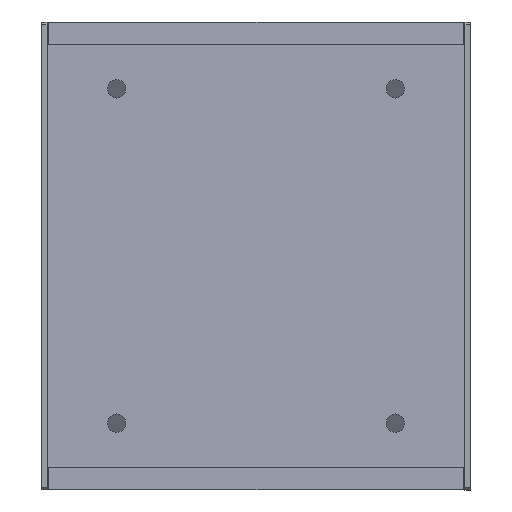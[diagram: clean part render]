
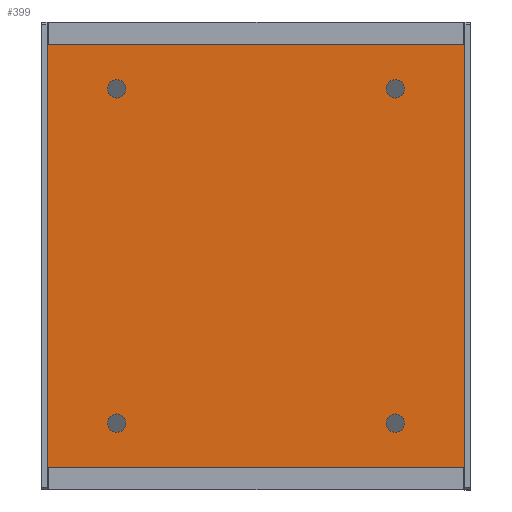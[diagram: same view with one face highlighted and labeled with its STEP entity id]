
A CAD part, left-side view. The second image highlights one B-rep face of the part: STEP entity #399.
In plain terms, the highlighted planar face has unit normal (-1, 0, 0).
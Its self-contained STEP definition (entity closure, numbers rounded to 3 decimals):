
#21 = EDGE_LOOP ( 'NONE', ( #3012 ) ) ;
#24 = EDGE_LOOP ( 'NONE', ( #3015 ) ) ;
#49 = EDGE_LOOP ( 'NONE', ( #2794 ) ) ;
#84 = EDGE_LOOP ( 'NONE', ( #2560, #3013, #2992, #3019 ) ) ;
#114 = EDGE_LOOP ( 'NONE', ( #2971 ) ) ;
#125 = EDGE_CURVE ( 'NONE', #660, #660, #3146, .T. ) ;
#303 = EDGE_CURVE ( 'NONE', #708, #708, #3094, .T. ) ;
#314 = EDGE_CURVE ( 'NONE', #544, #544, #3216, .T. ) ;
#318 = EDGE_CURVE ( 'NONE', #2258, #2744, #1217, .T. ) ;
#337 = EDGE_CURVE ( 'NONE', #2857, #2258, #1479, .T. ) ;
#399 = ADVANCED_FACE ( 'NONE', ( #1830, #1841, #1839, #1824, #1804 ), #1847, .T. ) ;
#402 = EDGE_CURVE ( 'NONE', #2265, #2857, #1877, .T. ) ;
#443 = EDGE_CURVE ( 'NONE', #551, #551, #3121, .T. ) ;
#497 = EDGE_CURVE ( 'NONE', #2744, #2265, #1028, .T. ) ;
#541 = CARTESIAN_POINT ( 'NONE',  ( -58., -12.5, -28.35 ) ) ;
#544 = VERTEX_POINT ( 'NONE', #1018 ) ;
#551 = VERTEX_POINT ( 'NONE', #541 ) ;
#660 = VERTEX_POINT ( 'NONE', #694 ) ;
#686 = CARTESIAN_POINT ( 'NONE',  ( -58., -75., 38. ) ) ;
#694 = CARTESIAN_POINT ( 'NONE',  ( -58., -12.5, 31.65 ) ) ;
#708 = VERTEX_POINT ( 'NONE', #813 ) ;
#721 = CARTESIAN_POINT ( 'NONE',  ( -58., 0., 38. ) ) ;
#787 = DIRECTION ( 'NONE',  ( 0., 1., 0. ) ) ;
#813 = CARTESIAN_POINT ( 'NONE',  ( -58., -62.5, 31.65 ) ) ;
#935 = CARTESIAN_POINT ( 'NONE',  ( -58., 0., -38. ) ) ;
#939 = CARTESIAN_POINT ( 'NONE',  ( -58., 0., 38. ) ) ;
#983 = CARTESIAN_POINT ( 'NONE',  ( -58., -75., -38. ) ) ;
#1018 = CARTESIAN_POINT ( 'NONE',  ( -58., -62.5, -28.35 ) ) ;
#1028 = LINE ( 'NONE', #939, #3276 ) ;
#1049 = CARTESIAN_POINT ( 'NONE',  ( -58., -62.5, -30. ) ) ;
#1061 = DIRECTION ( 'NONE',  ( 0., 0., 1. ) ) ;
#1086 = DIRECTION ( 'NONE',  ( 0., 0., 1. ) ) ;
#1180 = DIRECTION ( 'NONE',  ( 0., -1., 0. ) ) ;
#1186 = DIRECTION ( 'NONE',  ( 0., 0., 1. ) ) ;
#1217 = LINE ( 'NONE', #1817, #3459 ) ;
#1239 = DIRECTION ( 'NONE',  ( -1., 0., 0. ) ) ;
#1408 = DIRECTION ( 'NONE',  ( 0., 0., 1. ) ) ;
#1469 = CARTESIAN_POINT ( 'NONE',  ( -58., -62.5, 30. ) ) ;
#1479 = LINE ( 'NONE', #1535, #3448 ) ;
#1497 = CARTESIAN_POINT ( 'NONE',  ( -58., -12.5, -30. ) ) ;
#1535 = CARTESIAN_POINT ( 'NONE',  ( -58., 0., -38. ) ) ;
#1637 = DIRECTION ( 'NONE',  ( -1., 0., 0. ) ) ;
#1804 = FACE_OUTER_BOUND ( 'NONE', #84, .T. ) ;
#1817 = CARTESIAN_POINT ( 'NONE',  ( -58., -75., -38. ) ) ;
#1824 = FACE_BOUND ( 'NONE', #24, .T. ) ;
#1830 = FACE_BOUND ( 'NONE', #49, .T. ) ;
#1839 = FACE_BOUND ( 'NONE', #21, .T. ) ;
#1841 = FACE_BOUND ( 'NONE', #114, .T. ) ;
#1842 = CARTESIAN_POINT ( 'NONE',  ( -58., -75., -38. ) ) ;
#1847 = PLANE ( 'NONE',  #3217 ) ;
#1850 = DIRECTION ( 'NONE',  ( -1., 0., 0. ) ) ;
#1854 = DIRECTION ( 'NONE',  ( 0., 0., 1. ) ) ;
#1877 = LINE ( 'NONE', #1879, #3238 ) ;
#1879 = CARTESIAN_POINT ( 'NONE',  ( -58., 0., -38. ) ) ;
#1880 = DIRECTION ( 'NONE',  ( 0., 0., -1. ) ) ;
#1941 = DIRECTION ( 'NONE',  ( -1., 0., 0. ) ) ;
#2022 = DIRECTION ( 'NONE',  ( 0., 0., 1. ) ) ;
#2242 = CARTESIAN_POINT ( 'NONE',  ( -58., -12.5, 30. ) ) ;
#2258 = VERTEX_POINT ( 'NONE', #983 ) ;
#2265 = VERTEX_POINT ( 'NONE', #721 ) ;
#2560 = ORIENTED_EDGE ( 'NONE', *, *, #337, .T. ) ;
#2703 = DIRECTION ( 'NONE',  ( -1., 0., 0. ) ) ;
#2744 = VERTEX_POINT ( 'NONE', #686 ) ;
#2794 = ORIENTED_EDGE ( 'NONE', *, *, #443, .F. ) ;
#2857 = VERTEX_POINT ( 'NONE', #935 ) ;
#2971 = ORIENTED_EDGE ( 'NONE', *, *, #314, .F. ) ;
#2992 = ORIENTED_EDGE ( 'NONE', *, *, #497, .T. ) ;
#3012 = ORIENTED_EDGE ( 'NONE', *, *, #303, .F. ) ;
#3013 = ORIENTED_EDGE ( 'NONE', *, *, #318, .T. ) ;
#3015 = ORIENTED_EDGE ( 'NONE', *, *, #125, .F. ) ;
#3019 = ORIENTED_EDGE ( 'NONE', *, *, #402, .T. ) ;
#3085 = AXIS2_PLACEMENT_3D ( 'NONE', #1049, #1637, #1086 ) ;
#3094 = CIRCLE ( 'NONE', #3390, 1.65 ) ;
#3121 = CIRCLE ( 'NONE', #3134, 1.65 ) ;
#3134 = AXIS2_PLACEMENT_3D ( 'NONE', #1497, #1239, #1186 ) ;
#3146 = CIRCLE ( 'NONE', #3199, 1.65 ) ;
#3199 = AXIS2_PLACEMENT_3D ( 'NONE', #2242, #2703, #2022 ) ;
#3216 = CIRCLE ( 'NONE', #3085, 1.65 ) ;
#3217 = AXIS2_PLACEMENT_3D ( 'NONE', #1842, #1850, #1854 ) ;
#3238 = VECTOR ( 'NONE', #1880, 1000. ) ;
#3276 = VECTOR ( 'NONE', #787, 1000. ) ;
#3390 = AXIS2_PLACEMENT_3D ( 'NONE', #1469, #1941, #1061 ) ;
#3448 = VECTOR ( 'NONE', #1180, 1000. ) ;
#3459 = VECTOR ( 'NONE', #1408, 1000. ) ;
